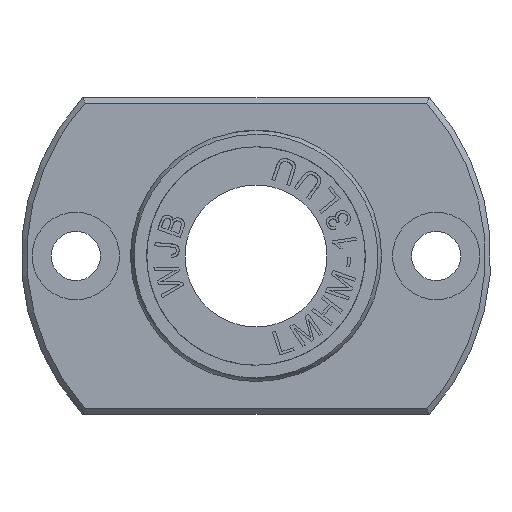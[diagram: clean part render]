
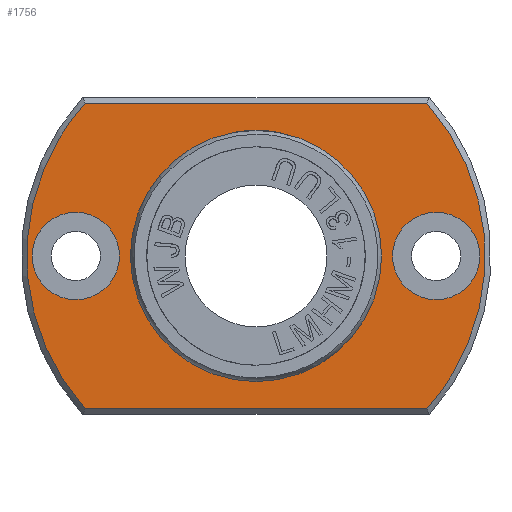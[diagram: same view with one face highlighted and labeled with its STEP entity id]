
A CAD part, left-side view. The second image highlights one B-rep face of the part: STEP entity #1756.
In plain terms, the highlighted planar face has unit normal (-1, 0, 0).
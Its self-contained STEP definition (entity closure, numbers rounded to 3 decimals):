
#1756=ADVANCED_FACE('',(#2515,#2516,#2517,#2518),#2158,.T.);
#2158=PLANE('',#7357);
#2433=CIRCLE('',#7355,4.);
#2434=CIRCLE('',#7356,4.);
#2515=FACE_BOUND('',#2609,.T.);
#2516=FACE_BOUND('',#2610,.T.);
#2517=FACE_BOUND('',#2611,.T.);
#2518=FACE_BOUND('',#2612,.T.);
#2609=EDGE_LOOP('',(#3081,#3082));
#2610=EDGE_LOOP('',(#3083));
#2611=EDGE_LOOP('',(#3084,#3085,#3086,#3087));
#2612=EDGE_LOOP('',(#3088));
#3081=ORIENTED_EDGE('',*,*,#5847,.T.);
#3082=ORIENTED_EDGE('',*,*,#5848,.T.);
#3083=ORIENTED_EDGE('',*,*,#5849,.F.);
#3084=ORIENTED_EDGE('',*,*,#5850,.F.);
#3085=ORIENTED_EDGE('',*,*,#5851,.F.);
#3086=ORIENTED_EDGE('',*,*,#5852,.F.);
#3087=ORIENTED_EDGE('',*,*,#5853,.F.);
#3088=ORIENTED_EDGE('',*,*,#5854,.F.);
#5149=VERTEX_POINT('',#9246);
#5150=VERTEX_POINT('',#9247);
#5151=VERTEX_POINT('',#9259);
#5152=VERTEX_POINT('',#9266);
#5153=VERTEX_POINT('',#9267);
#5154=VERTEX_POINT('',#9272);
#5155=VERTEX_POINT('',#9279);
#5156=VERTEX_POINT('',#9285);
#5847=EDGE_CURVE('',#5149,#5150,#6881,.T.);
#5848=EDGE_CURVE('',#5150,#5149,#6882,.T.);
#5849=EDGE_CURVE('',#5151,#5151,#2433,.T.);
#5850=EDGE_CURVE('',#5152,#5153,#6883,.T.);
#5851=EDGE_CURVE('',#5154,#5152,#6884,.T.);
#5852=EDGE_CURVE('',#5155,#5154,#6885,.T.);
#5853=EDGE_CURVE('',#5153,#5155,#6886,.T.);
#5854=EDGE_CURVE('',#5156,#5156,#2434,.T.);
#6881=B_SPLINE_CURVE_WITH_KNOTS('',3,(#9236,#9237,#9238,#9239,#9240,#9241,
#9242,#9243,#9244,#9245),.UNSPECIFIED.,.F.,.F.,(4,2,2,2,4),(0.,0.25,0.5,
0.75,1.),.UNSPECIFIED.);
#6882=B_SPLINE_CURVE_WITH_KNOTS('',3,(#9248,#9249,#9250,#9251,#9252,#9253,
#9254,#9255,#9256,#9257),.UNSPECIFIED.,.F.,.F.,(4,2,2,2,4),(0.,0.25,0.5,
0.75,1.),.UNSPECIFIED.);
#6883=B_SPLINE_CURVE_WITH_KNOTS('',3,(#9260,#9261,#9262,#9263,#9264,#9265),
 .UNSPECIFIED.,.F.,.F.,(4,2,4),(0.,0.5,1.),.UNSPECIFIED.);
#6884=B_SPLINE_CURVE_WITH_KNOTS('',3,(#9268,#9269,#9270,#9271),.UNSPECIFIED.,
 .F.,.F.,(4,4),(0.,1.),.UNSPECIFIED.);
#6885=B_SPLINE_CURVE_WITH_KNOTS('',3,(#9273,#9274,#9275,#9276,#9277,#9278),
 .UNSPECIFIED.,.F.,.F.,(4,2,4),(0.,0.5,1.),.UNSPECIFIED.);
#6886=B_SPLINE_CURVE_WITH_KNOTS('',3,(#9280,#9281,#9282,#9283),.UNSPECIFIED.,
 .F.,.F.,(4,4),(0.,1.),.UNSPECIFIED.);
#7355=AXIS2_PLACEMENT_3D('',#9258,#7768,#7769);
#7356=AXIS2_PLACEMENT_3D('',#9284,#7770,#7771);
#7357=AXIS2_PLACEMENT_3D('',#9286,#7772,#7773);
#7768=DIRECTION('',(-1.,0.,0.));
#7769=DIRECTION('',(0.,0.,1.));
#7770=DIRECTION('',(-1.,0.,0.));
#7771=DIRECTION('',(0.,0.,1.));
#7772=DIRECTION('',(-1.,0.,0.));
#7773=DIRECTION('',(0.,0.,1.));
#9236=CARTESIAN_POINT('',(0.,0.,11.286));
#9237=CARTESIAN_POINT('',(0.,-2.967,11.285));
#9238=CARTESIAN_POINT('',(0.,-5.884,10.076));
#9239=CARTESIAN_POINT('',(0.,-10.076,5.884));
#9240=CARTESIAN_POINT('',(0.,-11.286,2.964));
#9241=CARTESIAN_POINT('',(0.,-11.286,-2.964));
#9242=CARTESIAN_POINT('',(0.,-10.076,-5.884));
#9243=CARTESIAN_POINT('',(0.,-5.884,-10.076));
#9244=CARTESIAN_POINT('',(0.,-2.967,-11.285));
#9245=CARTESIAN_POINT('',(0.,0.,-11.286));
#9246=CARTESIAN_POINT('',(0.,0.,11.286));
#9247=CARTESIAN_POINT('',(0.,0.,-11.286));
#9248=CARTESIAN_POINT('',(0.,0.,-11.286));
#9249=CARTESIAN_POINT('',(0.,2.967,-11.285));
#9250=CARTESIAN_POINT('',(0.,5.884,-10.076));
#9251=CARTESIAN_POINT('',(0.,10.076,-5.884));
#9252=CARTESIAN_POINT('',(0.,11.286,-2.964));
#9253=CARTESIAN_POINT('',(0.,11.286,2.964));
#9254=CARTESIAN_POINT('',(0.,10.076,5.884));
#9255=CARTESIAN_POINT('',(0.,5.884,10.076));
#9256=CARTESIAN_POINT('',(0.,2.967,11.285));
#9257=CARTESIAN_POINT('',(0.,0.,11.286));
#9258=CARTESIAN_POINT('',(0.,16.5,0.));
#9259=CARTESIAN_POINT('',(0.,16.5,4.));
#9260=CARTESIAN_POINT('',(0.,-15.652,14.));
#9261=CARTESIAN_POINT('',(0.,-19.058,10.193));
#9262=CARTESIAN_POINT('',(0.,-21.,5.108));
#9263=CARTESIAN_POINT('',(0.,-21.,-5.108));
#9264=CARTESIAN_POINT('',(0.,-19.058,-10.193));
#9265=CARTESIAN_POINT('',(0.,-15.652,-14.));
#9266=CARTESIAN_POINT('',(0.,-15.653,14.));
#9267=CARTESIAN_POINT('',(0.,-15.653,-14.));
#9268=CARTESIAN_POINT('',(0.,15.652,14.));
#9269=CARTESIAN_POINT('',(0.,5.217,14.));
#9270=CARTESIAN_POINT('',(0.,-5.217,14.));
#9271=CARTESIAN_POINT('',(0.,-15.652,14.));
#9272=CARTESIAN_POINT('',(0.,15.653,14.));
#9273=CARTESIAN_POINT('',(0.,15.652,-14.));
#9274=CARTESIAN_POINT('',(0.,19.058,-10.193));
#9275=CARTESIAN_POINT('',(0.,21.,-5.108));
#9276=CARTESIAN_POINT('',(0.,21.,5.108));
#9277=CARTESIAN_POINT('',(0.,19.058,10.193));
#9278=CARTESIAN_POINT('',(0.,15.652,14.));
#9279=CARTESIAN_POINT('',(0.,15.653,-14.));
#9280=CARTESIAN_POINT('',(0.,-15.652,-14.));
#9281=CARTESIAN_POINT('',(0.,-5.217,-14.));
#9282=CARTESIAN_POINT('',(0.,5.217,-14.));
#9283=CARTESIAN_POINT('',(0.,15.652,-14.));
#9284=CARTESIAN_POINT('',(0.,-16.5,0.));
#9285=CARTESIAN_POINT('',(0.,-16.5,4.));
#9286=CARTESIAN_POINT('',(0.,-21.42,-21.));
